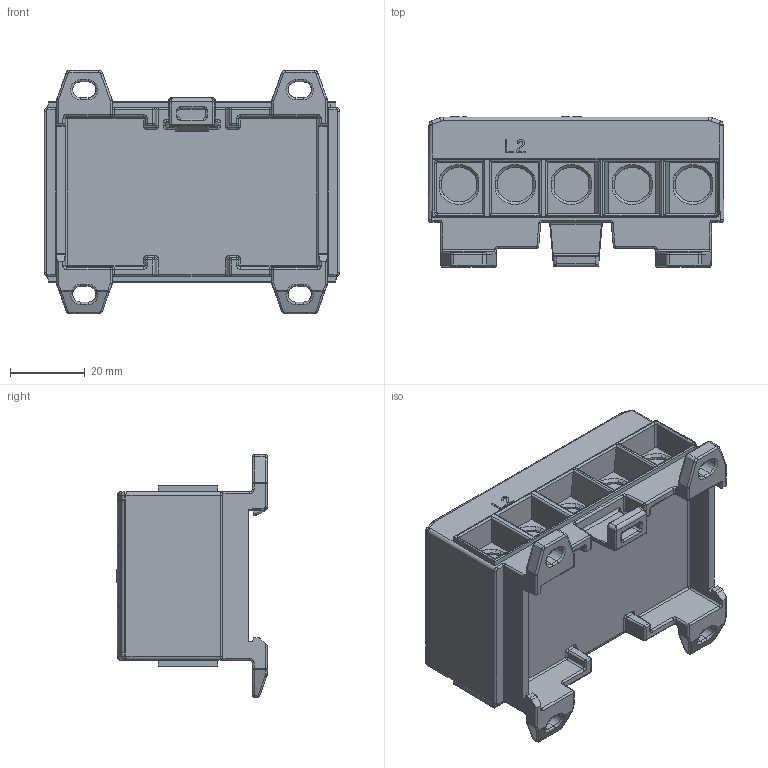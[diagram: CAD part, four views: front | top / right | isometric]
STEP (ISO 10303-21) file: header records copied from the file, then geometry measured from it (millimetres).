
FILE_DESCRIPTION(('Creo Elements/Direct Modeling STEP Export'),'2;1');
FILE_NAME('VC05-0012_OTL 5x1x35.stp','2023-02-28T14:38:30',(''),(''),'Creo Elements/Direct Modeling STEP processor for AP214 (Solid Model)','Creo Elements/Direct Modeling 20.1D 10-Oct-2020 (C) Parametric Technology GmbH','');
FILE_SCHEMA(('AUTOMOTIVE_DESIGN { 1 0 10303 214 1 1 1 1 }'));
Products named in the file (1): Kotelo OTL 5x1x35
Bounding box: 78.94 x 40.15 x 64.98 mm (x, y, z)
Volume: 91593.9 mm3; surface area: 25662.4 mm2
Topology: 1 solids, 1 shells, 1520 faces, 3902 edges, 2398 vertices
Faces by surface type: plane 656, cylinder 474, bspline 164, cone 148, torus 44, sphere 34
Entity records: 53837 total; most frequent: CARTESIAN_POINT 17223, ORIENTED_EDGE 7732, DIRECTION 6946, EDGE_CURVE 3866, VERTEX_POINT 2398, AXIS2_PLACEMENT_3D 2323, VECTOR 2300, LINE 2300
